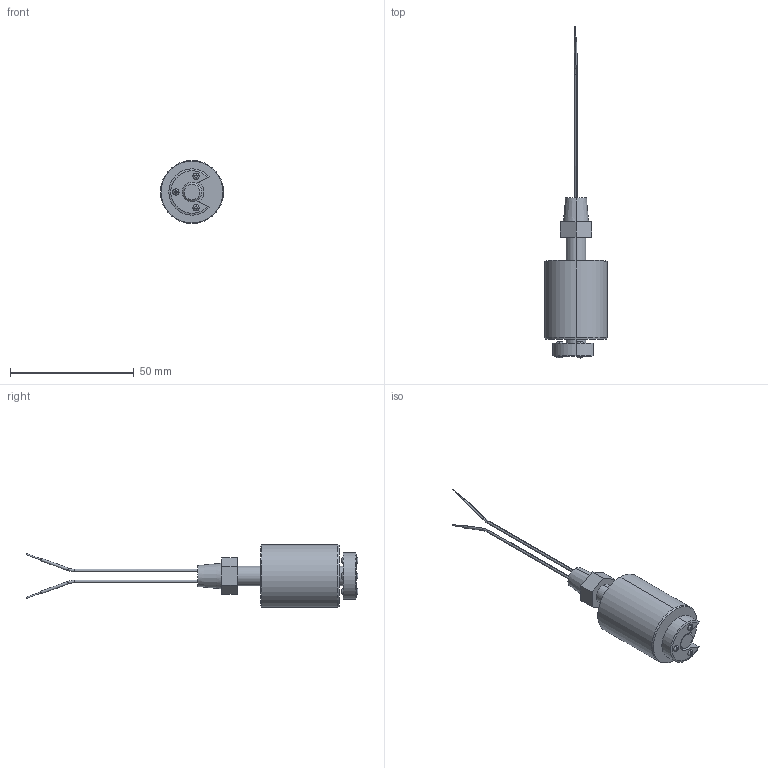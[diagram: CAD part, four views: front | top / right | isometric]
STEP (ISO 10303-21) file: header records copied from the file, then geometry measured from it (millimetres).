
FILE_DESCRIPTION (( 'STEP AP214' ), '1' );
FILE_NAME ('FLS-VM-600.STEP', '2014-01-31T18:44:01', ( '' ), ( '' ), 'SwSTEP 2.0', 'SolidWorks 2013', '' );
FILE_SCHEMA (( 'AUTOMOTIVE_DESIGN' ));
Length unit declared in the file: inch
Products named in the file (1): FLS-VM-600
Bounding box: 25.4 x 133.86 x 25.4 mm (x, y, z)
Volume: 18576.9 mm3; surface area: 7500.2 mm2
Topology: 3 solids, 3 shells, 87 faces, 193 edges, 126 vertices
Faces by surface type: cylinder 31, plane 29, torus 16, cone 11
Entity records: 2536 total; most frequent: DIRECTION 490, CARTESIAN_POINT 413, ORIENTED_EDGE 386, AXIS2_PLACEMENT_3D 211, EDGE_CURVE 193, VERTEX_POINT 126, CIRCLE 123, EDGE_LOOP 103
